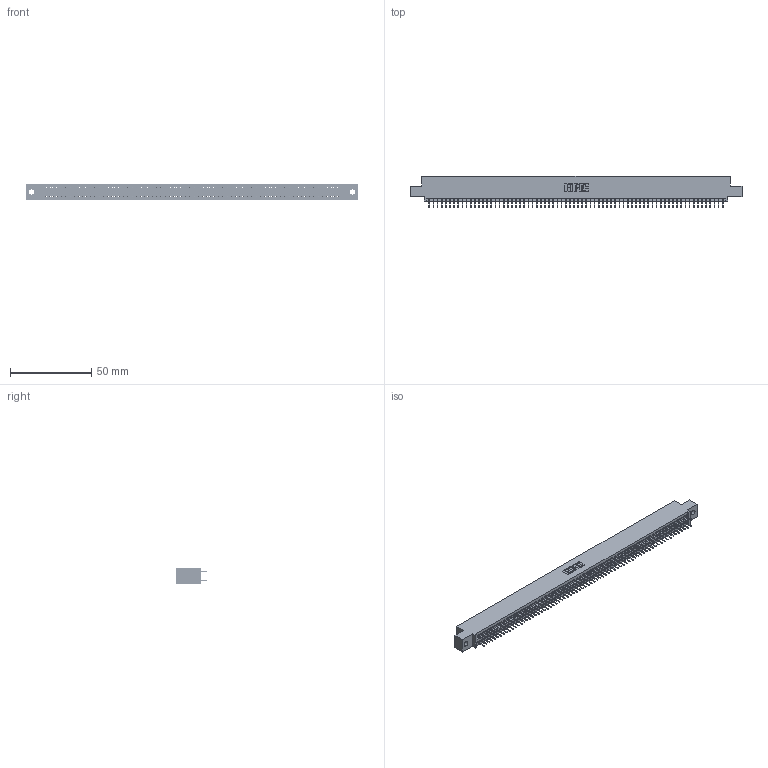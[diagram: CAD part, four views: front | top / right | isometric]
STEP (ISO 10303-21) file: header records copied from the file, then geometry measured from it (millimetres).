
FILE_DESCRIPTION (( 'STEP AP203' ), '1' );
FILE_NAME ('395-144-524-502.STEP', '2019-10-30T14:44:04', ( '' ), ( '' ), 'SwSTEP 2.0', 'SolidWorks 2016', '' );
FILE_SCHEMA (( 'CONFIG_CONTROL_DESIGN' ));
Length unit declared in the file: inch
Products named in the file (3): 345 Part_0.110 Offset - 0.128 Dia; 345-292-001_345-293-124; 395-144-524-502
Assembly tree (145 placements, depth 2):
  395-144-524-502
    345 Part_0.110 Offset - 0.128 Dia
    345-292-001_345-293-124  x144
Bounding box: 204.09 x 19.35 x 9.4 mm (x, y, z)
Volume: 19775.9 mm3; surface area: 29058 mm2
Topology: 145 solids, 145 shells, 7906 faces, 22385 edges, 14346 vertices
Faces by surface type: plane 5700, cylinder 2206
Entity records: 52663 total; most frequent: CARTESIAN_POINT 8800, ORIENTED_EDGE 8734, DIRECTION 7723, EDGE_CURVE 4367, VECTOR 3951, LINE 3951, VERTEX_POINT 2906, AXIS2_PLACEMENT_3D 1886
